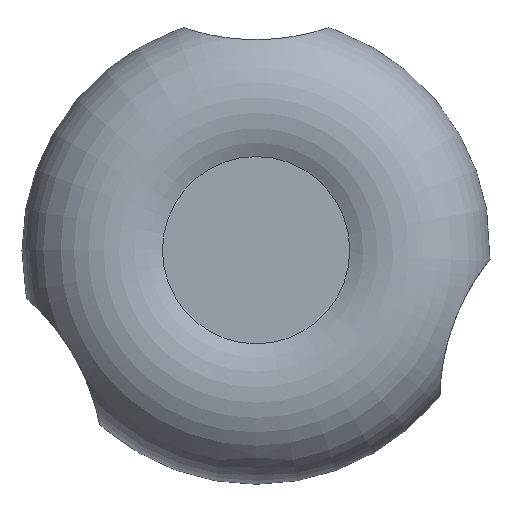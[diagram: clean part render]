
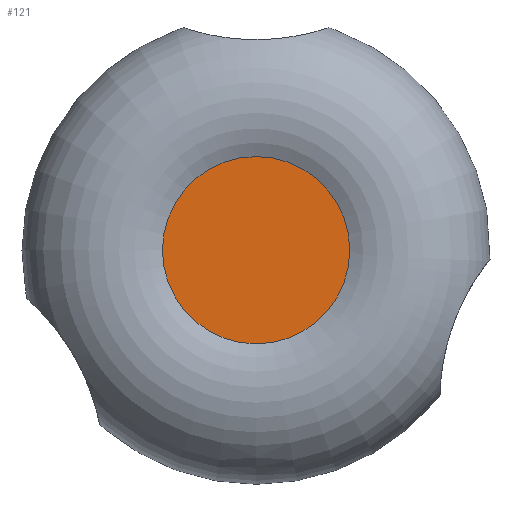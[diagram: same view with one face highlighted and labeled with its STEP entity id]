
A CAD part, top view. The second image highlights one B-rep face of the part: STEP entity #121.
In plain terms, the highlighted planar face has unit normal (0, 0, 1).
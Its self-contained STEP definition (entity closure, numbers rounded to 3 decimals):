
#121 = ADVANCED_FACE( '', ( #262 ), #263, .F. );
#262 = FACE_OUTER_BOUND( '', #416, .T. );
#263 = PLANE( '', #417 );
#416 = EDGE_LOOP( '', ( #709 ) );
#417 = AXIS2_PLACEMENT_3D( '', #710, #711, #712 );
#709 = ORIENTED_EDGE( '', *, *, #858, .T. );
#710 = CARTESIAN_POINT( '', ( 0., 10., 31.66 ) );
#711 = DIRECTION( '', ( 0., 0., -1. ) );
#712 = DIRECTION( '', ( 0., 1., 0. ) );
#858 = EDGE_CURVE( '', #1016, #1016, #1017, .T. );
#1016 = VERTEX_POINT( '', #1662 );
#1017 = CIRCLE( '', #1663, 10. );
#1662 = CARTESIAN_POINT( '', ( 0., -10., 31.66 ) );
#1663 = AXIS2_PLACEMENT_3D( '', #2030, #2031, #2032 );
#2030 = CARTESIAN_POINT( '', ( 0., 0., 31.66 ) );
#2031 = DIRECTION( '', ( 0., 0., 1. ) );
#2032 = DIRECTION( '', ( 0., -1., 0. ) );
